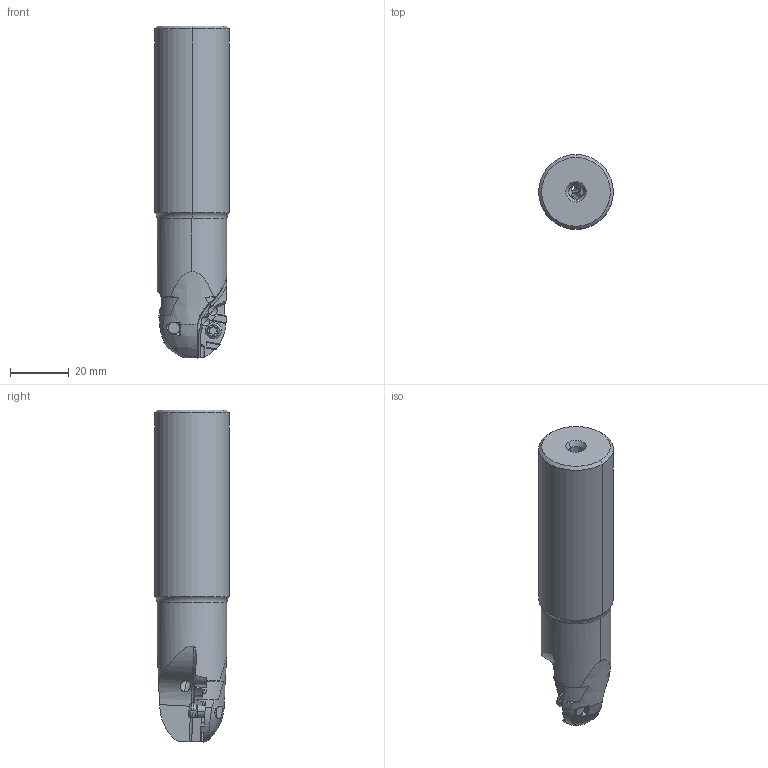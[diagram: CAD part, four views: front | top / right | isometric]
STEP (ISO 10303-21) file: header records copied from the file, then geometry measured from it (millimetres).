
FILE_DESCRIPTION(/* description */ (''),/* implementation_level */ '2;1');
FILE_NAME(/* name */ 'SRM216SAS2.stp',/* time_stamp */ '2017-10-11T11:30:20+09:00',/* author */ (''),/* organization */ (''),/* preprocessor_version */ 'ST-DEVELOPER v16',/* originating_system */ 'SIEMENS PLM Software NX 10.0',/* authorisation */ '');
FILE_SCHEMA (('AUTOMOTIVE_DESIGN { 1 0 10303 214 3 1 1 1 }'));
Length unit declared in the file: millimetre
Products named in the file (1): SRM216SAS2_ASM
Bounding box: 25.4 x 25.4 x 112.9 mm (x, y, z)
Volume: 45728.4 mm3; surface area: 11311.8 mm2
Topology: 3 solids, 3 shells, 217 faces, 638 edges, 418 vertices
Faces by surface type: cylinder 88, plane 64, cone 47, torus 12, bspline 4, sphere 2
Entity records: 9020 total; most frequent: CARTESIAN_POINT 3238, ORIENTED_EDGE 1256, DIRECTION 1173, EDGE_CURVE 628, AXIS2_PLACEMENT_3D 489, VERTEX_POINT 418, CIRCLE 256, EDGE_LOOP 226
